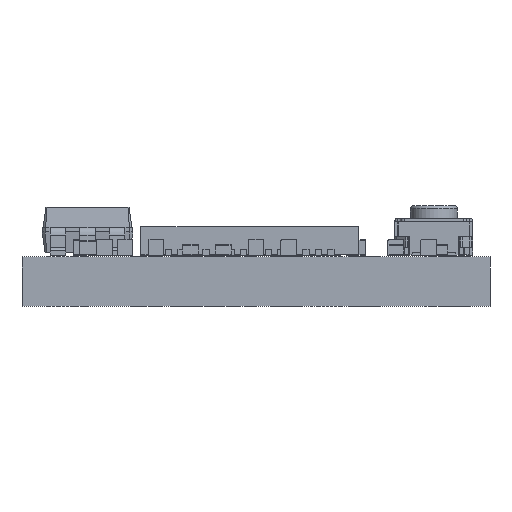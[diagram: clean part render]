
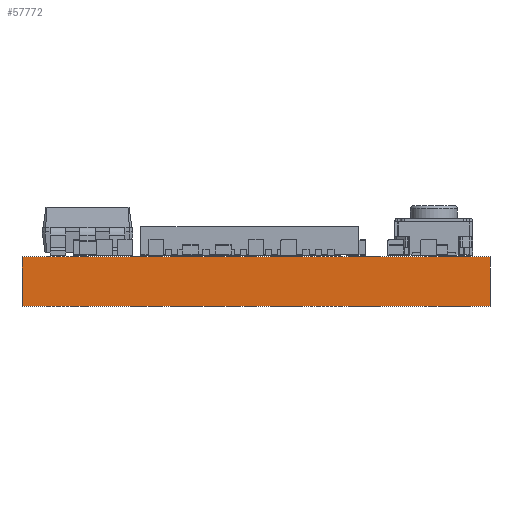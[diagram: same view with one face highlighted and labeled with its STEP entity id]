
A CAD part, front view. The second image highlights one B-rep face of the part: STEP entity #57772.
In plain terms, the highlighted planar face has unit normal (0, -1, 0).
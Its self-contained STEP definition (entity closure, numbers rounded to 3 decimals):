
#57772 = ADVANCED_FACE('',(#57773),#57787,.T.);
#57773 = FACE_BOUND('',#57774,.T.);
#57774 = EDGE_LOOP('',(#57775,#57810,#57838,#57866));
#57775 = ORIENTED_EDGE('',*,*,#57776,.T.);
#57776 = EDGE_CURVE('',#57777,#57779,#57781,.T.);
#57777 = VERTEX_POINT('',#57778);
#57778 = CARTESIAN_POINT('',(7.5,-16.375,0.));
#57779 = VERTEX_POINT('',#57780);
#57780 = CARTESIAN_POINT('',(7.5,-16.375,1.58));
#57781 = SURFACE_CURVE('',#57782,(#57786,#57798),.PCURVE_S1.);
#57782 = LINE('',#57783,#57784);
#57783 = CARTESIAN_POINT('',(7.5,-16.375,0.));
#57784 = VECTOR('',#57785,1.);
#57785 = DIRECTION('',(0.,0.,1.));
#57786 = PCURVE('',#57787,#57792);
#57787 = PLANE('',#57788);
#57788 = AXIS2_PLACEMENT_3D('',#57789,#57790,#57791);
#57789 = CARTESIAN_POINT('',(7.5,-16.375,0.));
#57790 = DIRECTION('',(0.,-1.,0.));
#57791 = DIRECTION('',(-1.,0.,0.));
#57792 = DEFINITIONAL_REPRESENTATION('',(#57793),#57797);
#57793 = LINE('',#57794,#57795);
#57794 = CARTESIAN_POINT('',(0.,-0.));
#57795 = VECTOR('',#57796,1.);
#57796 = DIRECTION('',(0.,-1.));
#57797 = ( GEOMETRIC_REPRESENTATION_CONTEXT(2) 
PARAMETRIC_REPRESENTATION_CONTEXT() REPRESENTATION_CONTEXT('2D SPACE',''
  ) );
#57798 = PCURVE('',#57799,#57804);
#57799 = PLANE('',#57800);
#57800 = AXIS2_PLACEMENT_3D('',#57801,#57802,#57803);
#57801 = CARTESIAN_POINT('',(7.5,16.375,0.));
#57802 = DIRECTION('',(1.,0.,-0.));
#57803 = DIRECTION('',(0.,-1.,0.));
#57804 = DEFINITIONAL_REPRESENTATION('',(#57805),#57809);
#57805 = LINE('',#57806,#57807);
#57806 = CARTESIAN_POINT('',(32.75,0.));
#57807 = VECTOR('',#57808,1.);
#57808 = DIRECTION('',(0.,-1.));
#57809 = ( GEOMETRIC_REPRESENTATION_CONTEXT(2) 
PARAMETRIC_REPRESENTATION_CONTEXT() REPRESENTATION_CONTEXT('2D SPACE',''
  ) );
#57810 = ORIENTED_EDGE('',*,*,#57811,.T.);
#57811 = EDGE_CURVE('',#57779,#57812,#57814,.T.);
#57812 = VERTEX_POINT('',#57813);
#57813 = CARTESIAN_POINT('',(-7.5,-16.375,1.58));
#57814 = SURFACE_CURVE('',#57815,(#57819,#57826),.PCURVE_S1.);
#57815 = LINE('',#57816,#57817);
#57816 = CARTESIAN_POINT('',(7.5,-16.375,1.58));
#57817 = VECTOR('',#57818,1.);
#57818 = DIRECTION('',(-1.,0.,0.));
#57819 = PCURVE('',#57787,#57820);
#57820 = DEFINITIONAL_REPRESENTATION('',(#57821),#57825);
#57821 = LINE('',#57822,#57823);
#57822 = CARTESIAN_POINT('',(0.,-1.58));
#57823 = VECTOR('',#57824,1.);
#57824 = DIRECTION('',(1.,0.));
#57825 = ( GEOMETRIC_REPRESENTATION_CONTEXT(2) 
PARAMETRIC_REPRESENTATION_CONTEXT() REPRESENTATION_CONTEXT('2D SPACE',''
  ) );
#57826 = PCURVE('',#57827,#57832);
#57827 = PLANE('',#57828);
#57828 = AXIS2_PLACEMENT_3D('',#57829,#57830,#57831);
#57829 = CARTESIAN_POINT('',(0.,0.,1.58));
#57830 = DIRECTION('',(-0.,-0.,-1.));
#57831 = DIRECTION('',(-1.,0.,0.));
#57832 = DEFINITIONAL_REPRESENTATION('',(#57833),#57837);
#57833 = LINE('',#57834,#57835);
#57834 = CARTESIAN_POINT('',(-7.5,-16.375));
#57835 = VECTOR('',#57836,1.);
#57836 = DIRECTION('',(1.,0.));
#57837 = ( GEOMETRIC_REPRESENTATION_CONTEXT(2) 
PARAMETRIC_REPRESENTATION_CONTEXT() REPRESENTATION_CONTEXT('2D SPACE',''
  ) );
#57838 = ORIENTED_EDGE('',*,*,#57839,.F.);
#57839 = EDGE_CURVE('',#57840,#57812,#57842,.T.);
#57840 = VERTEX_POINT('',#57841);
#57841 = CARTESIAN_POINT('',(-7.5,-16.375,0.));
#57842 = SURFACE_CURVE('',#57843,(#57847,#57854),.PCURVE_S1.);
#57843 = LINE('',#57844,#57845);
#57844 = CARTESIAN_POINT('',(-7.5,-16.375,0.));
#57845 = VECTOR('',#57846,1.);
#57846 = DIRECTION('',(0.,0.,1.));
#57847 = PCURVE('',#57787,#57848);
#57848 = DEFINITIONAL_REPRESENTATION('',(#57849),#57853);
#57849 = LINE('',#57850,#57851);
#57850 = CARTESIAN_POINT('',(15.,0.));
#57851 = VECTOR('',#57852,1.);
#57852 = DIRECTION('',(0.,-1.));
#57853 = ( GEOMETRIC_REPRESENTATION_CONTEXT(2) 
PARAMETRIC_REPRESENTATION_CONTEXT() REPRESENTATION_CONTEXT('2D SPACE',''
  ) );
#57854 = PCURVE('',#57855,#57860);
#57855 = PLANE('',#57856);
#57856 = AXIS2_PLACEMENT_3D('',#57857,#57858,#57859);
#57857 = CARTESIAN_POINT('',(-7.5,-16.375,0.));
#57858 = DIRECTION('',(-1.,0.,0.));
#57859 = DIRECTION('',(0.,1.,0.));
#57860 = DEFINITIONAL_REPRESENTATION('',(#57861),#57865);
#57861 = LINE('',#57862,#57863);
#57862 = CARTESIAN_POINT('',(0.,0.));
#57863 = VECTOR('',#57864,1.);
#57864 = DIRECTION('',(0.,-1.));
#57865 = ( GEOMETRIC_REPRESENTATION_CONTEXT(2) 
PARAMETRIC_REPRESENTATION_CONTEXT() REPRESENTATION_CONTEXT('2D SPACE',''
  ) );
#57866 = ORIENTED_EDGE('',*,*,#57867,.F.);
#57867 = EDGE_CURVE('',#57777,#57840,#57868,.T.);
#57868 = SURFACE_CURVE('',#57869,(#57873,#57880),.PCURVE_S1.);
#57869 = LINE('',#57870,#57871);
#57870 = CARTESIAN_POINT('',(7.5,-16.375,0.));
#57871 = VECTOR('',#57872,1.);
#57872 = DIRECTION('',(-1.,0.,0.));
#57873 = PCURVE('',#57787,#57874);
#57874 = DEFINITIONAL_REPRESENTATION('',(#57875),#57879);
#57875 = LINE('',#57876,#57877);
#57876 = CARTESIAN_POINT('',(0.,-0.));
#57877 = VECTOR('',#57878,1.);
#57878 = DIRECTION('',(1.,0.));
#57879 = ( GEOMETRIC_REPRESENTATION_CONTEXT(2) 
PARAMETRIC_REPRESENTATION_CONTEXT() REPRESENTATION_CONTEXT('2D SPACE',''
  ) );
#57880 = PCURVE('',#57881,#57886);
#57881 = PLANE('',#57882);
#57882 = AXIS2_PLACEMENT_3D('',#57883,#57884,#57885);
#57883 = CARTESIAN_POINT('',(0.,0.,0.));
#57884 = DIRECTION('',(-0.,-0.,-1.));
#57885 = DIRECTION('',(-1.,0.,0.));
#57886 = DEFINITIONAL_REPRESENTATION('',(#57887),#57891);
#57887 = LINE('',#57888,#57889);
#57888 = CARTESIAN_POINT('',(-7.5,-16.375));
#57889 = VECTOR('',#57890,1.);
#57890 = DIRECTION('',(1.,0.));
#57891 = ( GEOMETRIC_REPRESENTATION_CONTEXT(2) 
PARAMETRIC_REPRESENTATION_CONTEXT() REPRESENTATION_CONTEXT('2D SPACE',''
  ) );
